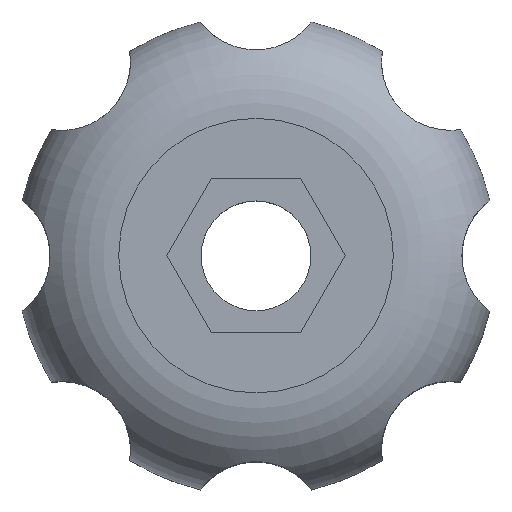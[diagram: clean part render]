
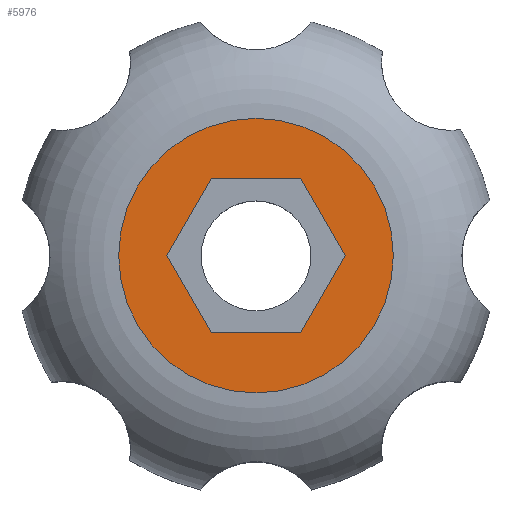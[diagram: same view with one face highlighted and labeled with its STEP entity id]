
A CAD part, top view. The second image highlights one B-rep face of the part: STEP entity #5976.
In plain terms, the highlighted planar face has unit normal (0, 0, 1).
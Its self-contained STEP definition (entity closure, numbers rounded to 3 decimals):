
#56 = TOROIDAL_SURFACE('',#57,4.,3.);
#57 = AXIS2_PLACEMENT_3D('',#58,#59,#60);
#58 = CARTESIAN_POINT('',(0.,0.,5.));
#59 = DIRECTION('',(0.,0.,1.));
#60 = DIRECTION('',(1.,0.,0.));
#428 = VERTEX_POINT('',#429);
#429 = CARTESIAN_POINT('',(4.,0.,8.));
#449 = EDGE_CURVE('',#428,#428,#450,.T.);
#450 = SURFACE_CURVE('',#451,(#456,#463),.PCURVE_S1.);
#451 = CIRCLE('',#452,4.);
#452 = AXIS2_PLACEMENT_3D('',#453,#454,#455);
#453 = CARTESIAN_POINT('',(0.,0.,8.));
#454 = DIRECTION('',(0.,0.,1.));
#455 = DIRECTION('',(1.,0.,0.));
#456 = PCURVE('',#56,#457);
#457 = DEFINITIONAL_REPRESENTATION('',(#458),#462);
#458 = LINE('',#459,#460);
#459 = CARTESIAN_POINT('',(0.,1.571));
#460 = VECTOR('',#461,1.);
#461 = DIRECTION('',(1.,0.));
#462 = ( GEOMETRIC_REPRESENTATION_CONTEXT(2) 
PARAMETRIC_REPRESENTATION_CONTEXT() REPRESENTATION_CONTEXT('2D SPACE',''
  ) );
#463 = PCURVE('',#464,#469);
#464 = PLANE('',#465);
#465 = AXIS2_PLACEMENT_3D('',#466,#467,#468);
#466 = CARTESIAN_POINT('',(0.,0.,8.));
#467 = DIRECTION('',(0.,0.,1.));
#468 = DIRECTION('',(1.,0.,0.));
#469 = DEFINITIONAL_REPRESENTATION('',(#470),#474);
#470 = CIRCLE('',#471,4.);
#471 = AXIS2_PLACEMENT_2D('',#472,#473);
#472 = CARTESIAN_POINT('',(0.,0.));
#473 = DIRECTION('',(1.,0.));
#474 = ( GEOMETRIC_REPRESENTATION_CONTEXT(2) 
PARAMETRIC_REPRESENTATION_CONTEXT() REPRESENTATION_CONTEXT('2D SPACE',''
  ) );
#5976 = ADVANCED_FACE('',(#5977,#5980),#464,.T.);
#5977 = FACE_BOUND('',#5978,.T.);
#5978 = EDGE_LOOP('',(#5979));
#5979 = ORIENTED_EDGE('',*,*,#449,.T.);
#5980 = FACE_BOUND('',#5981,.T.);
#5981 = EDGE_LOOP('',(#5982,#6010,#6036,#6062,#6088,#6114));
#5982 = ORIENTED_EDGE('',*,*,#5983,.T.);
#5983 = EDGE_CURVE('',#5984,#5986,#5988,.T.);
#5984 = VERTEX_POINT('',#5985);
#5985 = CARTESIAN_POINT('',(-2.6,0.,8.));
#5986 = VERTEX_POINT('',#5987);
#5987 = CARTESIAN_POINT('',(-1.3,2.252,8.));
#5988 = SURFACE_CURVE('',#5989,(#5993,#5999),.PCURVE_S1.);
#5989 = LINE('',#5990,#5991);
#5990 = CARTESIAN_POINT('',(-1.625,1.689,8.));
#5991 = VECTOR('',#5992,1.);
#5992 = DIRECTION('',(0.5,0.866,-0.));
#5993 = PCURVE('',#464,#5994);
#5994 = DEFINITIONAL_REPRESENTATION('',(#5995),#5998);
#5995 = B_SPLINE_CURVE_WITH_KNOTS('',1,(#5996,#5997),.UNSPECIFIED.,.F.,
  .F.,(2,2),(-2.21,0.91),.PIECEWISE_BEZIER_KNOTS.);
#5996 = CARTESIAN_POINT('',(-2.73,-0.225));
#5997 = CARTESIAN_POINT('',(-1.17,2.477));
#5998 = ( GEOMETRIC_REPRESENTATION_CONTEXT(2) 
PARAMETRIC_REPRESENTATION_CONTEXT() REPRESENTATION_CONTEXT('2D SPACE',''
  ) );
#5999 = PCURVE('',#6000,#6005);
#6000 = PLANE('',#6001);
#6001 = AXIS2_PLACEMENT_3D('',#6002,#6003,#6004);
#6002 = CARTESIAN_POINT('',(-1.3,2.252,5.));
#6003 = DIRECTION('',(0.866,-0.5,0.));
#6004 = DIRECTION('',(-0.5,-0.866,0.));
#6005 = DEFINITIONAL_REPRESENTATION('',(#6006),#6009);
#6006 = B_SPLINE_CURVE_WITH_KNOTS('',1,(#6007,#6008),.UNSPECIFIED.,.F.,
  .F.,(2,2),(-2.21,0.91),.PIECEWISE_BEZIER_KNOTS.);
#6007 = CARTESIAN_POINT('',(2.86,-3.));
#6008 = CARTESIAN_POINT('',(-0.26,-3.));
#6009 = ( GEOMETRIC_REPRESENTATION_CONTEXT(2) 
PARAMETRIC_REPRESENTATION_CONTEXT() REPRESENTATION_CONTEXT('2D SPACE',''
  ) );
#6010 = ORIENTED_EDGE('',*,*,#6011,.T.);
#6011 = EDGE_CURVE('',#5986,#6012,#6014,.T.);
#6012 = VERTEX_POINT('',#6013);
#6013 = CARTESIAN_POINT('',(1.3,2.252,8.));
#6014 = SURFACE_CURVE('',#6015,(#6019,#6025),.PCURVE_S1.);
#6015 = LINE('',#6016,#6017);
#6016 = CARTESIAN_POINT('',(0.65,2.252,8.));
#6017 = VECTOR('',#6018,1.);
#6018 = DIRECTION('',(1.,0.,0.));
#6019 = PCURVE('',#464,#6020);
#6020 = DEFINITIONAL_REPRESENTATION('',(#6021),#6024);
#6021 = B_SPLINE_CURVE_WITH_KNOTS('',1,(#6022,#6023),.UNSPECIFIED.,.F.,
  .F.,(2,2),(-2.21,0.91),.PIECEWISE_BEZIER_KNOTS.);
#6022 = CARTESIAN_POINT('',(-1.56,2.252));
#6023 = CARTESIAN_POINT('',(1.56,2.252));
#6024 = ( GEOMETRIC_REPRESENTATION_CONTEXT(2) 
PARAMETRIC_REPRESENTATION_CONTEXT() REPRESENTATION_CONTEXT('2D SPACE',''
  ) );
#6025 = PCURVE('',#6026,#6031);
#6026 = PLANE('',#6027);
#6027 = AXIS2_PLACEMENT_3D('',#6028,#6029,#6030);
#6028 = CARTESIAN_POINT('',(1.3,2.252,5.));
#6029 = DIRECTION('',(0.,-1.,0.));
#6030 = DIRECTION('',(-1.,0.,0.));
#6031 = DEFINITIONAL_REPRESENTATION('',(#6032),#6035);
#6032 = B_SPLINE_CURVE_WITH_KNOTS('',1,(#6033,#6034),.UNSPECIFIED.,.F.,
  .F.,(2,2),(-2.21,0.91),.PIECEWISE_BEZIER_KNOTS.);
#6033 = CARTESIAN_POINT('',(2.86,-3.));
#6034 = CARTESIAN_POINT('',(-0.26,-3.));
#6035 = ( GEOMETRIC_REPRESENTATION_CONTEXT(2) 
PARAMETRIC_REPRESENTATION_CONTEXT() REPRESENTATION_CONTEXT('2D SPACE',''
  ) );
#6036 = ORIENTED_EDGE('',*,*,#6037,.T.);
#6037 = EDGE_CURVE('',#6012,#6038,#6040,.T.);
#6038 = VERTEX_POINT('',#6039);
#6039 = CARTESIAN_POINT('',(2.6,0.,8.));
#6040 = SURFACE_CURVE('',#6041,(#6045,#6051),.PCURVE_S1.);
#6041 = LINE('',#6042,#6043);
#6042 = CARTESIAN_POINT('',(2.275,0.563,8.));
#6043 = VECTOR('',#6044,1.);
#6044 = DIRECTION('',(0.5,-0.866,0.));
#6045 = PCURVE('',#464,#6046);
#6046 = DEFINITIONAL_REPRESENTATION('',(#6047),#6050);
#6047 = B_SPLINE_CURVE_WITH_KNOTS('',1,(#6048,#6049),.UNSPECIFIED.,.F.,
  .F.,(2,2),(-2.21,0.91),.PIECEWISE_BEZIER_KNOTS.);
#6048 = CARTESIAN_POINT('',(1.17,2.477));
#6049 = CARTESIAN_POINT('',(2.73,-0.225));
#6050 = ( GEOMETRIC_REPRESENTATION_CONTEXT(2) 
PARAMETRIC_REPRESENTATION_CONTEXT() REPRESENTATION_CONTEXT('2D SPACE',''
  ) );
#6051 = PCURVE('',#6052,#6057);
#6052 = PLANE('',#6053);
#6053 = AXIS2_PLACEMENT_3D('',#6054,#6055,#6056);
#6054 = CARTESIAN_POINT('',(2.6,0.,5.));
#6055 = DIRECTION('',(-0.866,-0.5,0.));
#6056 = DIRECTION('',(-0.5,0.866,0.));
#6057 = DEFINITIONAL_REPRESENTATION('',(#6058),#6061);
#6058 = B_SPLINE_CURVE_WITH_KNOTS('',1,(#6059,#6060),.UNSPECIFIED.,.F.,
  .F.,(2,2),(-2.21,0.91),.PIECEWISE_BEZIER_KNOTS.);
#6059 = CARTESIAN_POINT('',(2.86,-3.));
#6060 = CARTESIAN_POINT('',(-0.26,-3.));
#6061 = ( GEOMETRIC_REPRESENTATION_CONTEXT(2) 
PARAMETRIC_REPRESENTATION_CONTEXT() REPRESENTATION_CONTEXT('2D SPACE',''
  ) );
#6062 = ORIENTED_EDGE('',*,*,#6063,.T.);
#6063 = EDGE_CURVE('',#6038,#6064,#6066,.T.);
#6064 = VERTEX_POINT('',#6065);
#6065 = CARTESIAN_POINT('',(1.3,-2.252,8.));
#6066 = SURFACE_CURVE('',#6067,(#6071,#6077),.PCURVE_S1.);
#6067 = LINE('',#6068,#6069);
#6068 = CARTESIAN_POINT('',(1.625,-1.689,8.));
#6069 = VECTOR('',#6070,1.);
#6070 = DIRECTION('',(-0.5,-0.866,0.));
#6071 = PCURVE('',#464,#6072);
#6072 = DEFINITIONAL_REPRESENTATION('',(#6073),#6076);
#6073 = B_SPLINE_CURVE_WITH_KNOTS('',1,(#6074,#6075),.UNSPECIFIED.,.F.,
  .F.,(2,2),(-2.21,0.91),.PIECEWISE_BEZIER_KNOTS.);
#6074 = CARTESIAN_POINT('',(2.73,0.225));
#6075 = CARTESIAN_POINT('',(1.17,-2.477));
#6076 = ( GEOMETRIC_REPRESENTATION_CONTEXT(2) 
PARAMETRIC_REPRESENTATION_CONTEXT() REPRESENTATION_CONTEXT('2D SPACE',''
  ) );
#6077 = PCURVE('',#6078,#6083);
#6078 = PLANE('',#6079);
#6079 = AXIS2_PLACEMENT_3D('',#6080,#6081,#6082);
#6080 = CARTESIAN_POINT('',(1.3,-2.252,5.));
#6081 = DIRECTION('',(-0.866,0.5,0.));
#6082 = DIRECTION('',(0.5,0.866,0.));
#6083 = DEFINITIONAL_REPRESENTATION('',(#6084),#6087);
#6084 = B_SPLINE_CURVE_WITH_KNOTS('',1,(#6085,#6086),.UNSPECIFIED.,.F.,
  .F.,(2,2),(-2.21,0.91),.PIECEWISE_BEZIER_KNOTS.);
#6085 = CARTESIAN_POINT('',(2.86,-3.));
#6086 = CARTESIAN_POINT('',(-0.26,-3.));
#6087 = ( GEOMETRIC_REPRESENTATION_CONTEXT(2) 
PARAMETRIC_REPRESENTATION_CONTEXT() REPRESENTATION_CONTEXT('2D SPACE',''
  ) );
#6088 = ORIENTED_EDGE('',*,*,#6089,.T.);
#6089 = EDGE_CURVE('',#6064,#6090,#6092,.T.);
#6090 = VERTEX_POINT('',#6091);
#6091 = CARTESIAN_POINT('',(-1.3,-2.252,8.));
#6092 = SURFACE_CURVE('',#6093,(#6097,#6103),.PCURVE_S1.);
#6093 = LINE('',#6094,#6095);
#6094 = CARTESIAN_POINT('',(-0.65,-2.252,8.));
#6095 = VECTOR('',#6096,1.);
#6096 = DIRECTION('',(-1.,0.,0.));
#6097 = PCURVE('',#464,#6098);
#6098 = DEFINITIONAL_REPRESENTATION('',(#6099),#6102);
#6099 = B_SPLINE_CURVE_WITH_KNOTS('',1,(#6100,#6101),.UNSPECIFIED.,.F.,
  .F.,(2,2),(-2.21,0.91),.PIECEWISE_BEZIER_KNOTS.);
#6100 = CARTESIAN_POINT('',(1.56,-2.252));
#6101 = CARTESIAN_POINT('',(-1.56,-2.252));
#6102 = ( GEOMETRIC_REPRESENTATION_CONTEXT(2) 
PARAMETRIC_REPRESENTATION_CONTEXT() REPRESENTATION_CONTEXT('2D SPACE',''
  ) );
#6103 = PCURVE('',#6104,#6109);
#6104 = PLANE('',#6105);
#6105 = AXIS2_PLACEMENT_3D('',#6106,#6107,#6108);
#6106 = CARTESIAN_POINT('',(-1.3,-2.252,5.));
#6107 = DIRECTION('',(0.,1.,0.));
#6108 = DIRECTION('',(1.,0.,0.));
#6109 = DEFINITIONAL_REPRESENTATION('',(#6110),#6113);
#6110 = B_SPLINE_CURVE_WITH_KNOTS('',1,(#6111,#6112),.UNSPECIFIED.,.F.,
  .F.,(2,2),(-2.21,0.91),.PIECEWISE_BEZIER_KNOTS.);
#6111 = CARTESIAN_POINT('',(2.86,-3.));
#6112 = CARTESIAN_POINT('',(-0.26,-3.));
#6113 = ( GEOMETRIC_REPRESENTATION_CONTEXT(2) 
PARAMETRIC_REPRESENTATION_CONTEXT() REPRESENTATION_CONTEXT('2D SPACE',''
  ) );
#6114 = ORIENTED_EDGE('',*,*,#6115,.T.);
#6115 = EDGE_CURVE('',#6090,#5984,#6116,.T.);
#6116 = SURFACE_CURVE('',#6117,(#6121,#6127),.PCURVE_S1.);
#6117 = LINE('',#6118,#6119);
#6118 = CARTESIAN_POINT('',(-2.275,-0.563,8.));
#6119 = VECTOR('',#6120,1.);
#6120 = DIRECTION('',(-0.5,0.866,0.));
#6121 = PCURVE('',#464,#6122);
#6122 = DEFINITIONAL_REPRESENTATION('',(#6123),#6126);
#6123 = B_SPLINE_CURVE_WITH_KNOTS('',1,(#6124,#6125),.UNSPECIFIED.,.F.,
  .F.,(2,2),(-2.21,0.91),.PIECEWISE_BEZIER_KNOTS.);
#6124 = CARTESIAN_POINT('',(-1.17,-2.477));
#6125 = CARTESIAN_POINT('',(-2.73,0.225));
#6126 = ( GEOMETRIC_REPRESENTATION_CONTEXT(2) 
PARAMETRIC_REPRESENTATION_CONTEXT() REPRESENTATION_CONTEXT('2D SPACE',''
  ) );
#6127 = PCURVE('',#6128,#6133);
#6128 = PLANE('',#6129);
#6129 = AXIS2_PLACEMENT_3D('',#6130,#6131,#6132);
#6130 = CARTESIAN_POINT('',(-2.6,0.,5.));
#6131 = DIRECTION('',(0.866,0.5,0.));
#6132 = DIRECTION('',(0.5,-0.866,0.));
#6133 = DEFINITIONAL_REPRESENTATION('',(#6134),#6137);
#6134 = B_SPLINE_CURVE_WITH_KNOTS('',1,(#6135,#6136),.UNSPECIFIED.,.F.,
  .F.,(2,2),(-2.21,0.91),.PIECEWISE_BEZIER_KNOTS.);
#6135 = CARTESIAN_POINT('',(2.86,-3.));
#6136 = CARTESIAN_POINT('',(-0.26,-3.));
#6137 = ( GEOMETRIC_REPRESENTATION_CONTEXT(2) 
PARAMETRIC_REPRESENTATION_CONTEXT() REPRESENTATION_CONTEXT('2D SPACE',''
  ) );
